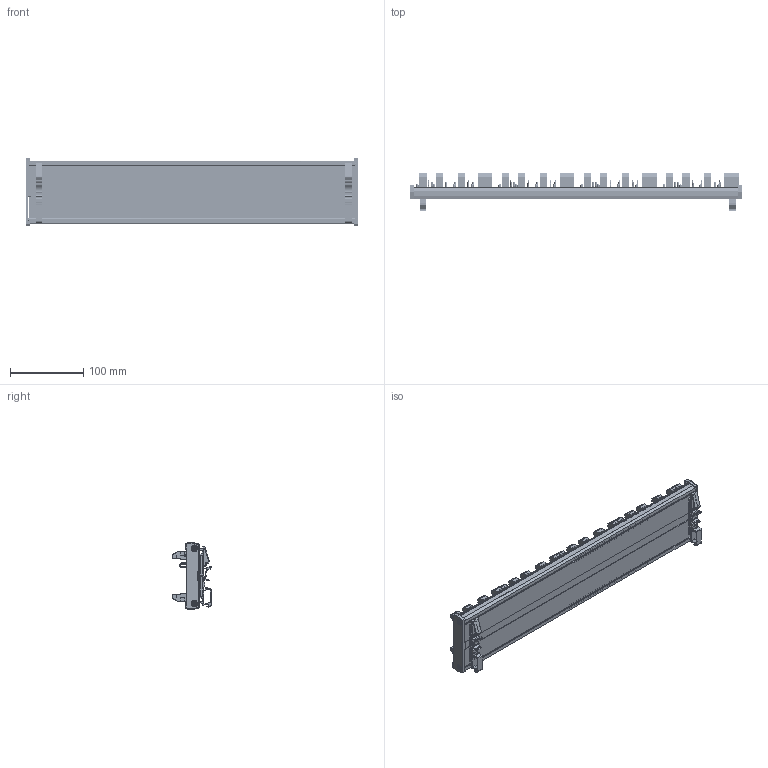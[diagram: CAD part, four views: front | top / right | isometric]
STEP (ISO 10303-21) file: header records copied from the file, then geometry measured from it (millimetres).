
FILE_DESCRIPTION((''),'2;1');
FILE_NAME('Bussed_16_Position.stp','2015-07-10T15:34:37',('CAD Station'),(''),'Autodesk Inventor 2013','Autodesk Inventor 2013','');
FILE_SCHEMA(('CONFIG_CONTROL_DESIGN'));
Length unit declared in the file: millimetre
Products named in the file (17): Bussed_4_PositionASSY; BussedOptoBoard; 2GreenAssy; 2 hole green; 12Label; 2Hole45; 45Label; 2Hole35; 35Label; Green Bulb; Fuse_Upward; Res_Upward; 4PositonCase; BASE LEGS; BASE SIDE; BS EN ISO 7045 Z - Metric M2.5 x 10 - 4.8 - Z; BussedAssy
Assembly tree (62 placements, depth 4):
  Bussed_4_PositionASSY
    BussedOptoBoard
    2GreenAssy  x4
      2 hole green
      12Label
    2Hole45  x4
      2 hole green
      45Label
    2Hole35
      2 hole green
      35Label
    Green Bulb  x4
    Fuse_Upward  x4
    Res_Upward  x4
    4PositonCase
    BASE LEGS  x2
    BASE SIDE  x2
    BS EN ISO 7045 Z - Metric M2.5 x 10 - 4.8 - Z  x4
    BussedAssy  x3
      BussedOptoBoard
      2GreenAssy
        2 hole green
        12Label
      2Hole45
        2 hole green
        45Label
      2Hole35
        2 hole green
        35Label
      Green Bulb
      Fuse_Upward
      Res_Upward
Bounding box: 452.63 x 52.24 x 92.07 mm (x, y, z)
Volume: 256505.8 mm3; surface area: 296434 mm2
Topology: 133 solids, 133 shells, 4189 faces, 10517 edges, 7150 vertices
Faces by surface type: plane 2532, bspline 692, cylinder 645, torus 204, cone 64, revolution 32, sphere 20
Full cylindrical faces by diameter (mm): 2.019 x12, 2.02 x8, 2.04 x60, 2.256 x4, 2.3 x80, 2.5 x68, 2.6 x64, 3.2 x4, 3.5 x16, 3.59 x4, 3.75 x72, 3.775 x12, 4 x4, 4.173 x24, 7 x4, 9 x4
Entity records: 25490 total; most frequent: CARTESIAN_POINT 5524, DIRECTION 3843, ORIENTED_EDGE 3758, EDGE_CURVE 1879, VERTEX_POINT 1306, VECTOR 1293, LINE 1293, AXIS2_PLACEMENT_3D 1274
